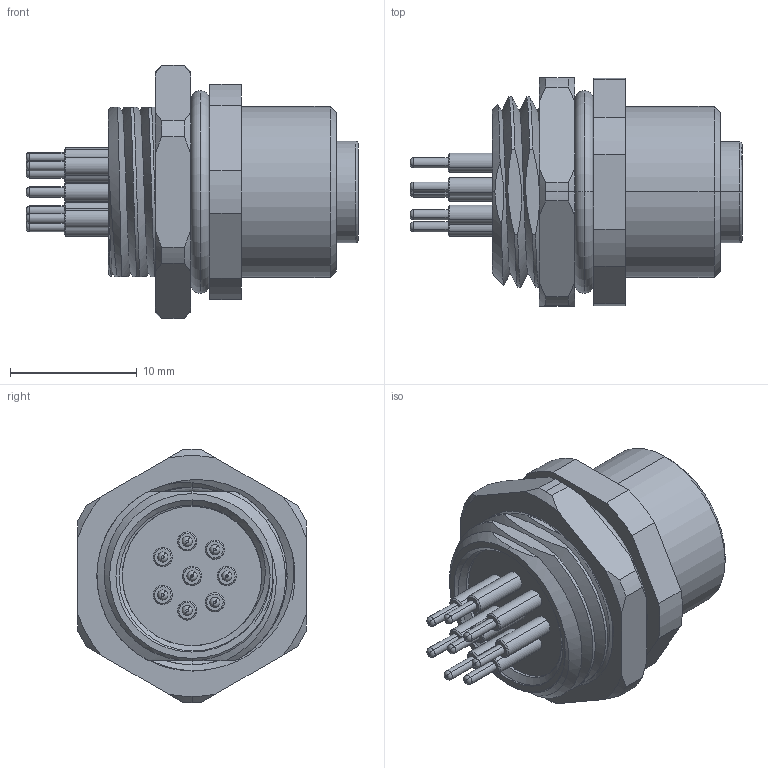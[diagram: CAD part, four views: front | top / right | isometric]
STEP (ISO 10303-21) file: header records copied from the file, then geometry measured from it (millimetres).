
FILE_DESCRIPTION (( 'STEP AP203' ), '1' );
FILE_NAME ('54-00205.STEP', '2022-08-04T17:10:32', ( '' ), ( '' ), 'SwSTEP 2.0', 'SolidWorks 2021', '' );
FILE_SCHEMA (( 'CONFIG_CONTROL_DESIGN' ));
Length unit declared in the file: millimetre
Products named in the file (7): 54-00205-04___; 54-00205-05___; 54-00205-02___; 54-00205-01___; 54-00205-03___; 54-00205-06___; 54-00205
Assembly tree (13 placements, depth 2):
  54-00205
    54-00205-01___
    54-00205-02___
    54-00205-03___  x8
    54-00205-06___
    54-00205-05___
    54-00205-04___
Bounding box: 26.2 x 18 x 20 mm (x, y, z)
Volume: 2752.3 mm3; surface area: 6298.2 mm2
Topology: 13 solids, 13 shells, 480 faces, 1186 edges, 749 vertices
Faces by surface type: cylinder 202, plane 145, cone 65, torus 59, bspline 9
Entity records: 12491 total; most frequent: CARTESIAN_POINT 5500, ORIENTED_EDGE 1332, DIRECTION 1246, EDGE_CURVE 666, AXIS2_PLACEMENT_3D 509, VERTEX_POINT 434, EDGE_LOOP 294, ADVANCED_FACE 256
